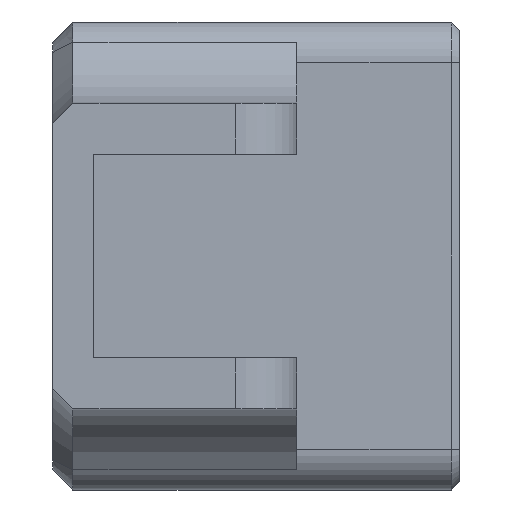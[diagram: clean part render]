
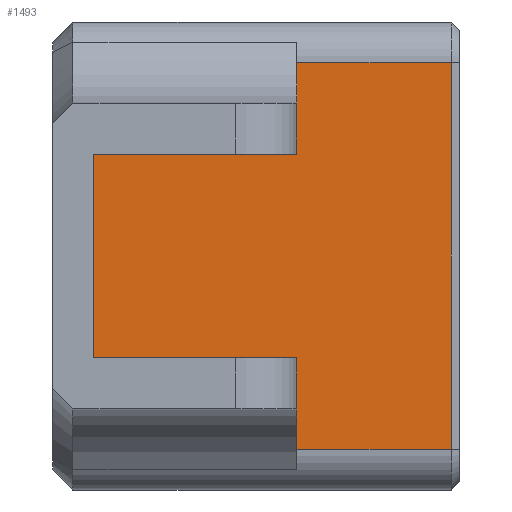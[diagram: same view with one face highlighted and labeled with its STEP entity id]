
A CAD part, left-side view. The second image highlights one B-rep face of the part: STEP entity #1493.
In plain terms, the highlighted planar face has unit normal (-1, 0, 0).
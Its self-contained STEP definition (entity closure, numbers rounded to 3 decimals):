
#147=FACE_OUTER_BOUND('',#240,.T.);
#240=EDGE_LOOP('',(#1084,#1085,#1086,#1087,#1088,#1089,#1090,#1091));
#365=LINE('',#2303,#518);
#374=LINE('',#2333,#527);
#377=LINE('',#2343,#530);
#378=LINE('',#2345,#531);
#379=LINE('',#2347,#532);
#380=LINE('',#2349,#533);
#381=LINE('',#2351,#534);
#382=LINE('',#2352,#535);
#518=VECTOR('',#1822,10.);
#527=VECTOR('',#1855,10.);
#530=VECTOR('',#1864,10.);
#531=VECTOR('',#1865,10.);
#532=VECTOR('',#1866,10.);
#533=VECTOR('',#1867,10.);
#534=VECTOR('',#1868,10.);
#535=VECTOR('',#1869,10.);
#676=VERTEX_POINT('',#2293);
#678=VERTEX_POINT('',#2299);
#688=VERTEX_POINT('',#2332);
#692=VERTEX_POINT('',#2342);
#693=VERTEX_POINT('',#2344);
#694=VERTEX_POINT('',#2346);
#695=VERTEX_POINT('',#2348);
#696=VERTEX_POINT('',#2350);
#824=EDGE_CURVE('',#676,#678,#365,.T.);
#839=EDGE_CURVE('',#678,#688,#374,.T.);
#844=EDGE_CURVE('',#692,#676,#377,.T.);
#845=EDGE_CURVE('',#692,#693,#378,.T.);
#846=EDGE_CURVE('',#693,#694,#379,.T.);
#847=EDGE_CURVE('',#695,#694,#380,.T.);
#848=EDGE_CURVE('',#696,#695,#381,.T.);
#849=EDGE_CURVE('',#696,#688,#382,.T.);
#1084=ORIENTED_EDGE('',*,*,#824,.F.);
#1085=ORIENTED_EDGE('',*,*,#844,.F.);
#1086=ORIENTED_EDGE('',*,*,#845,.T.);
#1087=ORIENTED_EDGE('',*,*,#846,.T.);
#1088=ORIENTED_EDGE('',*,*,#847,.F.);
#1089=ORIENTED_EDGE('',*,*,#848,.F.);
#1090=ORIENTED_EDGE('',*,*,#849,.T.);
#1091=ORIENTED_EDGE('',*,*,#839,.F.);
#1433=PLANE('',#1618);
#1493=ADVANCED_FACE('',(#147),#1433,.T.);
#1618=AXIS2_PLACEMENT_3D('',#2341,#1862,#1863);
#1822=DIRECTION('',(0.,0.,-1.));
#1855=DIRECTION('',(0.,1.,0.));
#1862=DIRECTION('center_axis',(-1.,0.,0.));
#1863=DIRECTION('ref_axis',(0.,0.,
-1.));
#1864=DIRECTION('',(0.,-1.,0.));
#1865=DIRECTION('',(0.,0.,-1.));
#1866=DIRECTION('',(0.,1.,0.));
#1867=DIRECTION('',(0.,0.,1.));
#1868=DIRECTION('',(0.,1.,0.));
#1869=DIRECTION('',(0.,0.,-1.));
#2293=CARTESIAN_POINT('',(100.,-25.2,19.));
#2299=CARTESIAN_POINT('',(100.,-25.2,-19.));
#2303=CARTESIAN_POINT('',(100.,-25.2,11.5));
#2332=CARTESIAN_POINT('',(100.,-10.,-19.));
#2333=CARTESIAN_POINT('',(100.,10.,-19.));
#2341=CARTESIAN_POINT('Origin',(100.,10.,23.));
#2342=CARTESIAN_POINT('',(100.,-10.,19.));
#2343=CARTESIAN_POINT('',(100.,10.,19.));
#2344=CARTESIAN_POINT('',(100.,-10.,10.));
#2345=CARTESIAN_POINT('',(100.,-10.,17.75));
#2346=CARTESIAN_POINT('',(100.,10.,10.));
#2347=CARTESIAN_POINT('',(100.,-10.,10.));
#2348=CARTESIAN_POINT('',(100.,10.,-10.));
#2349=CARTESIAN_POINT('',(100.,10.,-23.));
#2350=CARTESIAN_POINT('',(100.,-10.,-10.));
#2351=CARTESIAN_POINT('',(100.,-10.,-10.));
#2352=CARTESIAN_POINT('',(100.,-10.,15.));
